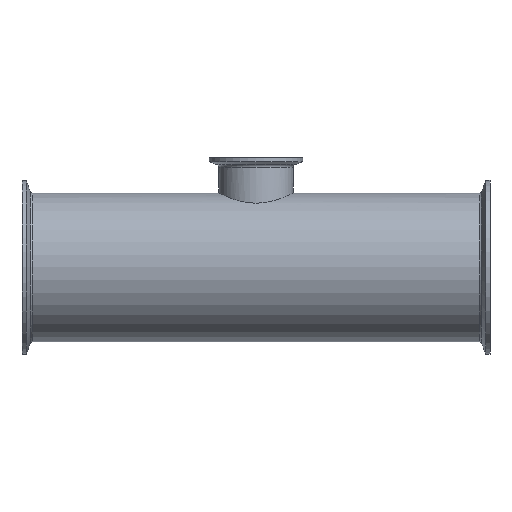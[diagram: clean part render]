
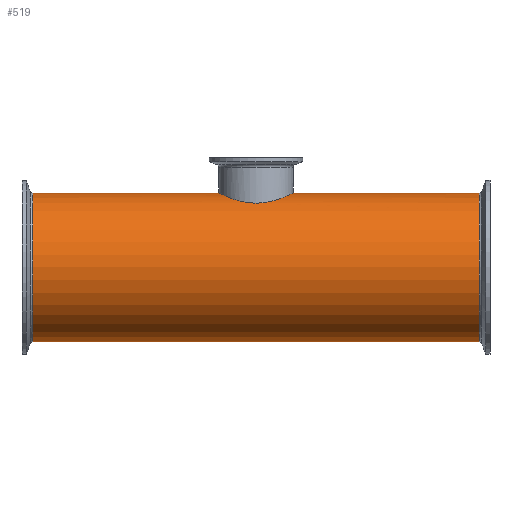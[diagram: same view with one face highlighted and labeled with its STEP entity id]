
A CAD part, front view. The second image highlights one B-rep face of the part: STEP entity #519.
In plain terms, the highlighted cylindrical face has radius 50.8 mm (diameter 101.6 mm), a full revolution.
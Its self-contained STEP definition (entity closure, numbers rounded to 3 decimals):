
#15=B_SPLINE_CURVE_WITH_KNOTS('',3,(#914,#915,#916,#917,#918,#919,#920,
#921,#922,#923,#924,#925,#926,#927,#928,#929,#930,#931),.UNSPECIFIED.,.F.,
 .F.,(4,2,2,2,2,2,2,2,4),(0.,0.489,0.978,1.467,
1.955,2.443,2.93,3.418,3.905),
 .UNSPECIFIED.);
#16=B_SPLINE_CURVE_WITH_KNOTS('',3,(#932,#933,#934,#935,#936,#937,#938,
#939,#940,#941,#942,#943,#944,#945,#946,#947,#948,#949,#950,#951,#952,#953,
#954,#955,#956,#957,#958,#959,#960,#961,#962,#963,#964,#965,#966,#967,#968,
#969,#970,#971,#972,#973,#974,#975,#976,#977,#978,#979,#980,#981),
 .UNSPECIFIED.,.F.,.F.,(4,2,2,2,2,2,2,2,2,2,2,2,2,2,2,2,2,2,2,2,2,2,2,2,
4),(3.905,4.393,4.88,5.368,
5.855,6.344,6.833,7.322,7.811,
8.3,8.789,9.277,9.766,10.254,
10.741,11.229,11.716,12.204,12.691,
13.179,13.666,14.155,14.644,15.133,
15.622),.UNSPECIFIED.);
#19=CYLINDRICAL_SURFACE('',#592,50.8);
#28=FACE_BOUND('',#126,.T.);
#43=LINE('',#911,#59);
#59=VECTOR('',#722,50.8);
#89=FACE_OUTER_BOUND('',#125,.T.);
#125=EDGE_LOOP('',(#378,#379,#380,#381,#382,#383));
#126=EDGE_LOOP('',(#384,#385));
#173=CIRCLE('',#588,50.8);
#174=CIRCLE('',#589,50.8);
#176=CIRCLE('',#593,50.8);
#177=CIRCLE('',#594,50.8);
#228=VERTEX_POINT('',#897);
#229=VERTEX_POINT('',#899);
#231=VERTEX_POINT('',#907);
#232=VERTEX_POINT('',#908);
#233=VERTEX_POINT('',#912);
#234=VERTEX_POINT('',#913);
#283=EDGE_CURVE('',#228,#229,#173,.T.);
#284=EDGE_CURVE('',#229,#228,#174,.T.);
#287=EDGE_CURVE('',#231,#232,#176,.T.);
#288=EDGE_CURVE('',#232,#231,#177,.T.);
#289=EDGE_CURVE('',#232,#229,#43,.T.);
#290=EDGE_CURVE('',#233,#234,#15,.T.);
#291=EDGE_CURVE('',#234,#233,#16,.T.);
#378=ORIENTED_EDGE('',*,*,#287,.F.);
#379=ORIENTED_EDGE('',*,*,#288,.F.);
#380=ORIENTED_EDGE('',*,*,#289,.T.);
#381=ORIENTED_EDGE('',*,*,#283,.F.);
#382=ORIENTED_EDGE('',*,*,#284,.F.);
#383=ORIENTED_EDGE('',*,*,#289,.F.);
#384=ORIENTED_EDGE('',*,*,#290,.T.);
#385=ORIENTED_EDGE('',*,*,#291,.T.);
#519=ADVANCED_FACE('',(#89,#28),#19,.T.);
#588=AXIS2_PLACEMENT_3D('',#900,#707,#708);
#589=AXIS2_PLACEMENT_3D('',#901,#709,#710);
#592=AXIS2_PLACEMENT_3D('',#906,#716,#717);
#593=AXIS2_PLACEMENT_3D('',#909,#718,#719);
#594=AXIS2_PLACEMENT_3D('',#910,#720,#721);
#707=DIRECTION('center_axis',(-1.,0.,0.));
#708=DIRECTION('ref_axis',(0.,0.,-1.));
#709=DIRECTION('center_axis',(-1.,0.,0.));
#710=DIRECTION('ref_axis',(0.,0.,-1.));
#716=DIRECTION('center_axis',(1.,0.,0.));
#717=DIRECTION('ref_axis',(0.,1.,0.));
#718=DIRECTION('center_axis',(1.,0.,0.));
#719=DIRECTION('ref_axis',(0.,0.,-1.));
#720=DIRECTION('center_axis',(1.,0.,0.));
#721=DIRECTION('ref_axis',(0.,0.,-1.));
#722=DIRECTION('',(-1.,0.,0.));
#897=CARTESIAN_POINT('',(-152.583,0.,50.8));
#899=CARTESIAN_POINT('',(-152.583,-50.8,0.));
#900=CARTESIAN_POINT('Origin',(-152.583,0.,0.));
#901=CARTESIAN_POINT('Origin',(-152.583,0.,0.));
#906=CARTESIAN_POINT('Origin',(0.,0.,0.));
#907=CARTESIAN_POINT('',(152.583,0.,-50.8));
#908=CARTESIAN_POINT('',(152.583,-50.8,0.));
#909=CARTESIAN_POINT('Origin',(152.583,0.,0.));
#910=CARTESIAN_POINT('Origin',(152.583,0.,0.));
#911=CARTESIAN_POINT('',(0.,-50.8,0.));
#912=CARTESIAN_POINT('',(0.,-25.4,43.994));
#913=CARTESIAN_POINT('',(-25.4,0.,50.8));
#914=CARTESIAN_POINT('Ctrl Pts',(0.,-25.4,43.994));
#915=CARTESIAN_POINT('Ctrl Pts',(-1.629,-25.4,43.994));
#916=CARTESIAN_POINT('Ctrl Pts',(-3.302,-25.241,44.087));
#917=CARTESIAN_POINT('Ctrl Pts',(-6.609,-24.583,44.457));
#918=CARTESIAN_POINT('Ctrl Pts',(-8.242,-24.085,44.734));
#919=CARTESIAN_POINT('Ctrl Pts',(-11.359,-22.781,45.411));
#920=CARTESIAN_POINT('Ctrl Pts',(-12.846,-21.974,45.813));
#921=CARTESIAN_POINT('Ctrl Pts',(-15.59,-20.121,46.656));
#922=CARTESIAN_POINT('Ctrl Pts',(-16.847,-19.074,47.098));
#923=CARTESIAN_POINT('Ctrl Pts',(-19.071,-16.85,47.939));
#924=CARTESIAN_POINT('Ctrl Pts',(-20.117,-15.595,48.368));
#925=CARTESIAN_POINT('Ctrl Pts',(-21.972,-12.85,49.169));
#926=CARTESIAN_POINT('Ctrl Pts',(-22.78,-11.361,49.539));
#927=CARTESIAN_POINT('Ctrl Pts',(-24.086,-8.24,50.153));
#928=CARTESIAN_POINT('Ctrl Pts',(-24.584,-6.604,50.396));
#929=CARTESIAN_POINT('Ctrl Pts',(-25.242,-3.297,50.72));
#930=CARTESIAN_POINT('Ctrl Pts',(-25.4,-1.625,50.8));
#931=CARTESIAN_POINT('Ctrl Pts',(-25.4,0.,50.8));
#932=CARTESIAN_POINT('Ctrl Pts',(-25.4,0.,50.8));
#933=CARTESIAN_POINT('Ctrl Pts',(-25.4,1.625,50.8));
#934=CARTESIAN_POINT('Ctrl Pts',(-25.242,3.297,50.72));
#935=CARTESIAN_POINT('Ctrl Pts',(-24.584,6.604,50.396));
#936=CARTESIAN_POINT('Ctrl Pts',(-24.086,8.24,50.153));
#937=CARTESIAN_POINT('Ctrl Pts',(-22.78,11.361,49.539));
#938=CARTESIAN_POINT('Ctrl Pts',(-21.972,12.85,49.169));
#939=CARTESIAN_POINT('Ctrl Pts',(-20.117,15.595,48.368));
#940=CARTESIAN_POINT('Ctrl Pts',(-19.071,16.85,47.939));
#941=CARTESIAN_POINT('Ctrl Pts',(-16.847,19.074,47.098));
#942=CARTESIAN_POINT('Ctrl Pts',(-15.59,20.121,46.656));
#943=CARTESIAN_POINT('Ctrl Pts',(-12.846,21.974,45.813));
#944=CARTESIAN_POINT('Ctrl Pts',(-11.359,22.781,45.411));
#945=CARTESIAN_POINT('Ctrl Pts',(-8.242,24.085,44.734));
#946=CARTESIAN_POINT('Ctrl Pts',(-6.609,24.583,44.457));
#947=CARTESIAN_POINT('Ctrl Pts',(-3.302,25.241,44.087));
#948=CARTESIAN_POINT('Ctrl Pts',(-1.629,25.4,43.994));
#949=CARTESIAN_POINT('Ctrl Pts',(1.629,25.4,43.994));
#950=CARTESIAN_POINT('Ctrl Pts',(3.302,25.241,44.087));
#951=CARTESIAN_POINT('Ctrl Pts',(6.609,24.583,44.457));
#952=CARTESIAN_POINT('Ctrl Pts',(8.242,24.085,44.734));
#953=CARTESIAN_POINT('Ctrl Pts',(11.359,22.781,45.411));
#954=CARTESIAN_POINT('Ctrl Pts',(12.846,21.974,45.813));
#955=CARTESIAN_POINT('Ctrl Pts',(15.59,20.121,46.656));
#956=CARTESIAN_POINT('Ctrl Pts',(16.847,19.074,47.098));
#957=CARTESIAN_POINT('Ctrl Pts',(19.071,16.85,47.939));
#958=CARTESIAN_POINT('Ctrl Pts',(20.117,15.595,48.368));
#959=CARTESIAN_POINT('Ctrl Pts',(21.972,12.85,49.169));
#960=CARTESIAN_POINT('Ctrl Pts',(22.78,11.361,49.539));
#961=CARTESIAN_POINT('Ctrl Pts',(24.086,8.24,50.153));
#962=CARTESIAN_POINT('Ctrl Pts',(24.584,6.604,50.396));
#963=CARTESIAN_POINT('Ctrl Pts',(25.242,3.297,50.72));
#964=CARTESIAN_POINT('Ctrl Pts',(25.4,1.625,50.8));
#965=CARTESIAN_POINT('Ctrl Pts',(25.4,-1.625,50.8));
#966=CARTESIAN_POINT('Ctrl Pts',(25.242,-3.297,50.72));
#967=CARTESIAN_POINT('Ctrl Pts',(24.584,-6.604,50.396));
#968=CARTESIAN_POINT('Ctrl Pts',(24.086,-8.24,50.153));
#969=CARTESIAN_POINT('Ctrl Pts',(22.78,-11.361,49.539));
#970=CARTESIAN_POINT('Ctrl Pts',(21.972,-12.85,49.169));
#971=CARTESIAN_POINT('Ctrl Pts',(20.117,-15.595,48.368));
#972=CARTESIAN_POINT('Ctrl Pts',(19.071,-16.85,47.939));
#973=CARTESIAN_POINT('Ctrl Pts',(16.847,-19.074,47.098));
#974=CARTESIAN_POINT('Ctrl Pts',(15.59,-20.121,46.656));
#975=CARTESIAN_POINT('Ctrl Pts',(12.846,-21.974,45.813));
#976=CARTESIAN_POINT('Ctrl Pts',(11.359,-22.781,45.411));
#977=CARTESIAN_POINT('Ctrl Pts',(8.242,-24.085,44.734));
#978=CARTESIAN_POINT('Ctrl Pts',(6.609,-24.583,44.457));
#979=CARTESIAN_POINT('Ctrl Pts',(3.302,-25.241,44.087));
#980=CARTESIAN_POINT('Ctrl Pts',(1.629,-25.4,43.994));
#981=CARTESIAN_POINT('Ctrl Pts',(0.,-25.4,43.994));
